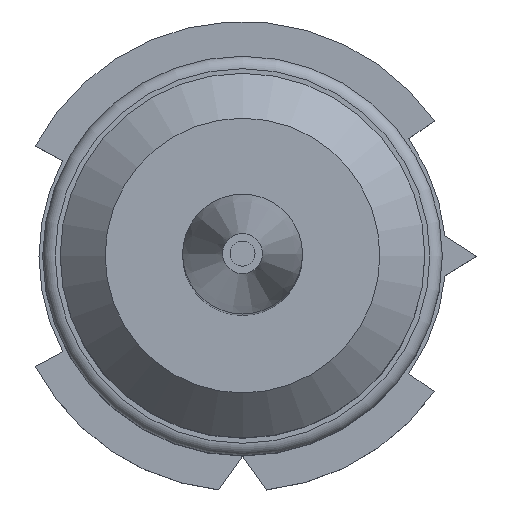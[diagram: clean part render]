
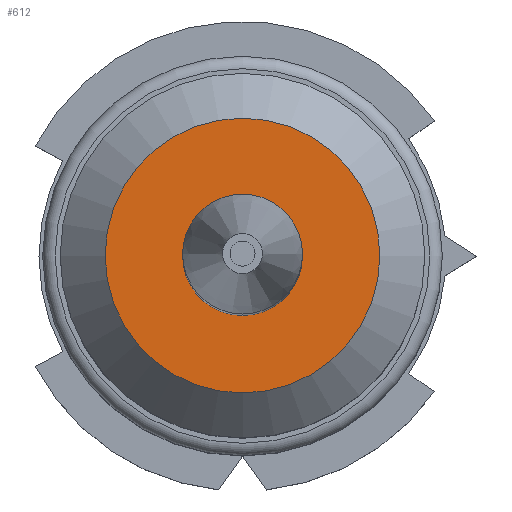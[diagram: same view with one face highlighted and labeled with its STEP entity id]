
A CAD part, top view. The second image highlights one B-rep face of the part: STEP entity #612.
In plain terms, the highlighted planar face has unit normal (0, 0, 1).
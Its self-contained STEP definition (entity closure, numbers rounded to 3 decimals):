
#96=ORIENTED_EDGE('',*,*,#204,.T.);
#97=ORIENTED_EDGE('',*,*,#205,.F.);
#204=EDGE_CURVE('',#258,#258,#297,.F.);
#205=EDGE_CURVE('',#259,#259,#298,.F.);
#258=VERTEX_POINT('',#836);
#259=VERTEX_POINT('',#838);
#297=CIRCLE('',#646,5.5);
#298=CIRCLE('',#647,2.4);
#321=EDGE_LOOP('',(#96));
#322=EDGE_LOOP('',(#97));
#360=FACE_BOUND('',#321,.T.);
#361=FACE_BOUND('',#322,.T.);
#399=PLANE('',#645);
#612=ADVANCED_FACE('',(#360,#361),#399,.F.);
#645=AXIS2_PLACEMENT_3D('',#834,#699,#700);
#646=AXIS2_PLACEMENT_3D('',#835,#701,#702);
#647=AXIS2_PLACEMENT_3D('',#837,#703,#704);
#699=DIRECTION('',(0.,0.,-1.));
#700=DIRECTION('',(-1.,0.,0.));
#701=DIRECTION('',(0.,0.,-1.));
#702=DIRECTION('',(-1.,0.,0.));
#703=DIRECTION('',(0.,0.,-1.));
#704=DIRECTION('',(-1.,0.,0.));
#834=CARTESIAN_POINT('',(0.,0.,19.));
#835=CARTESIAN_POINT('',(0.,0.,19.));
#836=CARTESIAN_POINT('',(-5.5,0.,19.));
#837=CARTESIAN_POINT('',(0.,0.,19.));
#838=CARTESIAN_POINT('',(-2.4,0.,19.));
